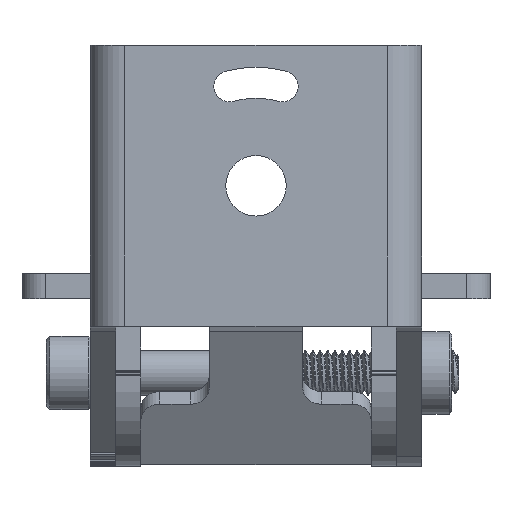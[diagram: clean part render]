
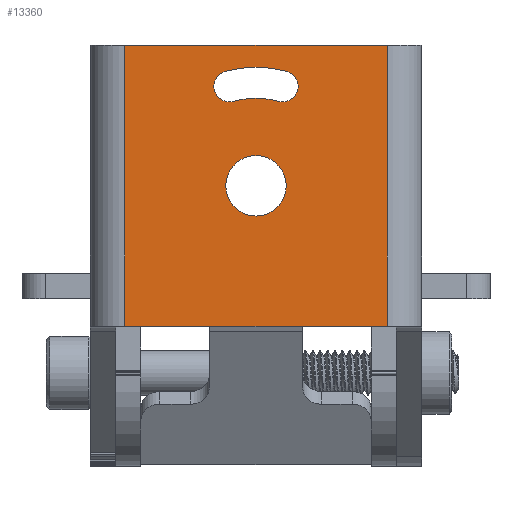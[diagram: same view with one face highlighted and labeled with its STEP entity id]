
A CAD part, front view. The second image highlights one B-rep face of the part: STEP entity #13360.
In plain terms, the highlighted planar face has unit normal (0, -1, 0).
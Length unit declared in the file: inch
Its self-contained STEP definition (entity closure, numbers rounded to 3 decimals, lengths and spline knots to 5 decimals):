
#648 = EDGE_CURVE ( 'NONE', #7944, #3014, #10770, .T. ) ;
#818 = DIRECTION ( 'NONE',  ( 0., 0., 1. ) ) ;
#866 = EDGE_CURVE ( 'NONE', #2103, #12861, #8106, .T. ) ;
#1033 = EDGE_CURVE ( 'NONE', #4390, #3520, #20453, .T. ) ;
#1838 = ORIENTED_EDGE ( 'NONE', *, *, #17008, .T. ) ;
#2082 = CARTESIAN_POINT ( 'NONE',  ( -0.7, 0., 0.75 ) ) ;
#2103 = VERTEX_POINT ( 'NONE', #17939 ) ;
#2228 = AXIS2_PLACEMENT_3D ( 'NONE', #19925, #11525, #818 ) ;
#2235 = DIRECTION ( 'NONE',  ( 0., 0., 1. ) ) ;
#2310 = CIRCLE ( 'NONE', #7288, 0.6325 ) ;
#2508 = CARTESIAN_POINT ( 'NONE',  ( 0., 0., -0.1615 ) ) ;
#2563 = ORIENTED_EDGE ( 'NONE', *, *, #866, .F. ) ;
#2567 = AXIS2_PLACEMENT_3D ( 'NONE', #17816, #10324, #8753 ) ;
#2713 = CARTESIAN_POINT ( 'NONE',  ( -0.7, 0., 0.75 ) ) ;
#2810 = DIRECTION ( 'NONE',  ( 0., 0., -1. ) ) ;
#3014 = VERTEX_POINT ( 'NONE', #6222 ) ;
#3132 = CARTESIAN_POINT ( 'NONE',  ( 0., 0., 0.4675 ) ) ;
#3228 = EDGE_CURVE ( 'NONE', #2103, #11964, #16283, .T. ) ;
#3285 = DIRECTION ( 'NONE',  ( 0., 0., 1. ) ) ;
#3520 = VERTEX_POINT ( 'NONE', #17408 ) ;
#3529 = CIRCLE ( 'NONE', #17448, 0.0825 ) ;
#4012 = PLANE ( 'NONE',  #2567 ) ;
#4383 = LINE ( 'NONE', #2713, #6024 ) ;
#4390 = VERTEX_POINT ( 'NONE', #3132 ) ;
#4483 = DIRECTION ( 'NONE',  ( 0., -1., 0. ) ) ;
#5002 = EDGE_CURVE ( 'NONE', #12738, #9762, #2310, .T. ) ;
#5103 = CARTESIAN_POINT ( 'NONE',  ( -0.7, 0., -0.75 ) ) ;
#5242 = LINE ( 'NONE', #19552, #16101 ) ;
#5307 = CIRCLE ( 'NONE', #16896, 0.1615 ) ;
#5711 = AXIS2_PLACEMENT_3D ( 'NONE', #12700, #11153, #3285 ) ;
#5988 = ORIENTED_EDGE ( 'NONE', *, *, #13378, .T. ) ;
#6024 = VECTOR ( 'NONE', #2810, 39.37008 ) ;
#6129 = CARTESIAN_POINT ( 'NONE',  ( 0.1637, 0., 0.61095 ) ) ;
#6222 = CARTESIAN_POINT ( 'NONE',  ( -0.121, 0., 0.45157 ) ) ;
#6666 = CARTESIAN_POINT ( 'NONE',  ( 0., 0., 0. ) ) ;
#6715 = ORIENTED_EDGE ( 'NONE', *, *, #20033, .F. ) ;
#6725 = CARTESIAN_POINT ( 'NONE',  ( 0.7, 0., 0.75 ) ) ;
#6975 = DIRECTION ( 'NONE',  ( 0., 1., 0. ) ) ;
#6993 = DIRECTION ( 'NONE',  ( 0., -1., 0. ) ) ;
#7001 = EDGE_CURVE ( 'NONE', #17569, #12861, #4383, .T. ) ;
#7110 = FACE_OUTER_BOUND ( 'NONE', #18894, .T. ) ;
#7201 = ORIENTED_EDGE ( 'NONE', *, *, #10168, .F. ) ;
#7288 = AXIS2_PLACEMENT_3D ( 'NONE', #11690, #11470, #16466 ) ;
#7688 = DIRECTION ( 'NONE',  ( 0., 0., 1. ) ) ;
#7944 = VERTEX_POINT ( 'NONE', #9276 ) ;
#8106 = LINE ( 'NONE', #15985, #9770 ) ;
#8753 = DIRECTION ( 'NONE',  ( 0., 0., 1. ) ) ;
#9088 = ORIENTED_EDGE ( 'NONE', *, *, #648, .F. ) ;
#9276 = CARTESIAN_POINT ( 'NONE',  ( -0.1637, 0., 0.61095 ) ) ;
#9352 = DIRECTION ( 'NONE',  ( -1., 0., 0. ) ) ;
#9762 = VERTEX_POINT ( 'NONE', #20087 ) ;
#9770 = VECTOR ( 'NONE', #9352, 39.37008 ) ;
#9914 = CARTESIAN_POINT ( 'NONE',  ( 0., 0., 0. ) ) ;
#10168 = EDGE_CURVE ( 'NONE', #17569, #11964, #5242, .T. ) ;
#10324 = DIRECTION ( 'NONE',  ( 0., 1., 0. ) ) ;
#10408 = DIRECTION ( 'NONE',  ( 0., 0., 1. ) ) ;
#10770 = CIRCLE ( 'NONE', #15413, 0.0825 ) ;
#11110 = EDGE_CURVE ( 'NONE', #9762, #7944, #13476, .T. ) ;
#11153 = DIRECTION ( 'NONE',  ( 0., 1., 0. ) ) ;
#11274 = ORIENTED_EDGE ( 'NONE', *, *, #7001, .T. ) ;
#11470 = DIRECTION ( 'NONE',  ( 0., -1., 0. ) ) ;
#11525 = DIRECTION ( 'NONE',  ( 0., 1., 0. ) ) ;
#11545 = DIRECTION ( 'NONE',  ( 1., 0., 0. ) ) ;
#11690 = CARTESIAN_POINT ( 'NONE',  ( 0., 0., 0. ) ) ;
#11964 = VERTEX_POINT ( 'NONE', #6725 ) ;
#12057 = DIRECTION ( 'NONE',  ( 0., 0., 1. ) ) ;
#12106 = ORIENTED_EDGE ( 'NONE', *, *, #5002, .F. ) ;
#12604 = EDGE_CURVE ( 'NONE', #3520, #12738, #3529, .T. ) ;
#12638 = ORIENTED_EDGE ( 'NONE', *, *, #11110, .F. ) ;
#12700 = CARTESIAN_POINT ( 'NONE',  ( 0., 0., 0. ) ) ;
#12738 = VERTEX_POINT ( 'NONE', #6129 ) ;
#12861 = VERTEX_POINT ( 'NONE', #5103 ) ;
#13142 = CARTESIAN_POINT ( 'NONE',  ( 0.7, 0., -0.75 ) ) ;
#13360 = ADVANCED_FACE ( 'NONE', ( #16555, #19577, #7110 ), #4012, .F. ) ;
#13378 = EDGE_CURVE ( 'NONE', #17258, #15894, #18160, .T. ) ;
#13476 = CIRCLE ( 'NONE', #18796, 0.6325 ) ;
#14325 = ORIENTED_EDGE ( 'NONE', *, *, #3228, .T. ) ;
#14591 = ORIENTED_EDGE ( 'NONE', *, *, #1033, .F. ) ;
#14627 = CIRCLE ( 'NONE', #5711, 0.4675 ) ;
#14712 = EDGE_LOOP ( 'NONE', ( #6715, #9088, #12638, #12106, #17675, #14591 ) ) ;
#14810 = AXIS2_PLACEMENT_3D ( 'NONE', #9914, #14876, #2235 ) ;
#14876 = DIRECTION ( 'NONE',  ( 0., 1., 0. ) ) ;
#14967 = CARTESIAN_POINT ( 'NONE',  ( -0.14235, 0., 0.53126 ) ) ;
#15232 = EDGE_LOOP ( 'NONE', ( #1838, #5988 ) ) ;
#15413 = AXIS2_PLACEMENT_3D ( 'NONE', #14967, #6993, #10408 ) ;
#15765 = CARTESIAN_POINT ( 'NONE',  ( 0., 0., 0. ) ) ;
#15894 = VERTEX_POINT ( 'NONE', #19439 ) ;
#15985 = CARTESIAN_POINT ( 'NONE',  ( -0.75, 0., -0.75 ) ) ;
#16101 = VECTOR ( 'NONE', #11545, 39.37008 ) ;
#16283 = LINE ( 'NONE', #13142, #17883 ) ;
#16466 = DIRECTION ( 'NONE',  ( 0., 0., 1. ) ) ;
#16555 = FACE_BOUND ( 'NONE', #14712, .T. ) ;
#16896 = AXIS2_PLACEMENT_3D ( 'NONE', #6666, #6975, #17677 ) ;
#17008 = EDGE_CURVE ( 'NONE', #15894, #17258, #5307, .T. ) ;
#17258 = VERTEX_POINT ( 'NONE', #2508 ) ;
#17408 = CARTESIAN_POINT ( 'NONE',  ( 0.121, 0., 0.45157 ) ) ;
#17448 = AXIS2_PLACEMENT_3D ( 'NONE', #19857, #18304, #12057 ) ;
#17569 = VERTEX_POINT ( 'NONE', #2082 ) ;
#17675 = ORIENTED_EDGE ( 'NONE', *, *, #12604, .F. ) ;
#17677 = DIRECTION ( 'NONE',  ( 0., 0., 1. ) ) ;
#17816 = CARTESIAN_POINT ( 'NONE',  ( 0., 0., 0. ) ) ;
#17883 = VECTOR ( 'NONE', #19505, 39.37008 ) ;
#17939 = CARTESIAN_POINT ( 'NONE',  ( 0.7, 0., -0.75 ) ) ;
#18160 = CIRCLE ( 'NONE', #14810, 0.1615 ) ;
#18304 = DIRECTION ( 'NONE',  ( 0., -1., 0. ) ) ;
#18796 = AXIS2_PLACEMENT_3D ( 'NONE', #15765, #4483, #7688 ) ;
#18894 = EDGE_LOOP ( 'NONE', ( #14325, #7201, #11274, #2563 ) ) ;
#19439 = CARTESIAN_POINT ( 'NONE',  ( 0., 0., 0.1615 ) ) ;
#19505 = DIRECTION ( 'NONE',  ( 0., 0., 1. ) ) ;
#19552 = CARTESIAN_POINT ( 'NONE',  ( -0.75, 0., 0.75 ) ) ;
#19577 = FACE_BOUND ( 'NONE', #15232, .T. ) ;
#19857 = CARTESIAN_POINT ( 'NONE',  ( 0.14235, 0., 0.53126 ) ) ;
#19925 = CARTESIAN_POINT ( 'NONE',  ( 0., 0., 0. ) ) ;
#20033 = EDGE_CURVE ( 'NONE', #3014, #4390, #14627, .T. ) ;
#20087 = CARTESIAN_POINT ( 'NONE',  ( 0., 0., 0.6325 ) ) ;
#20453 = CIRCLE ( 'NONE', #2228, 0.4675 ) ;
